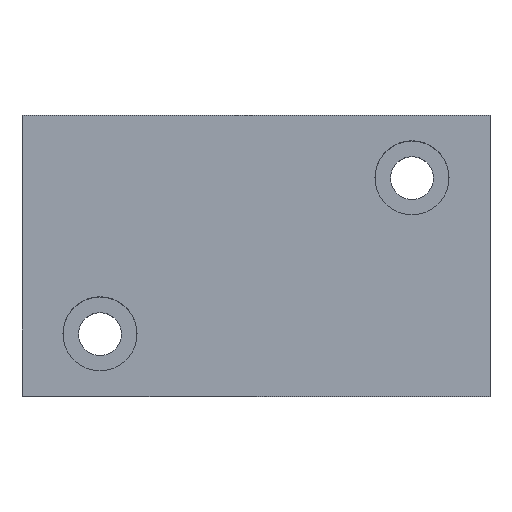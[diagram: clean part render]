
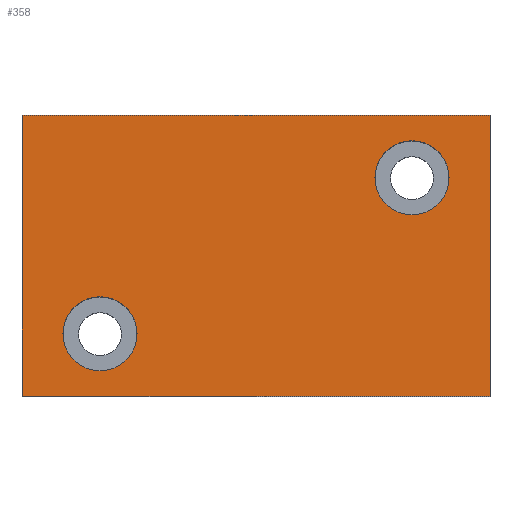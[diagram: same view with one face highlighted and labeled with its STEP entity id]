
A CAD part, top view. The second image highlights one B-rep face of the part: STEP entity #358.
In plain terms, the highlighted planar face has unit normal (0, 0, 1).
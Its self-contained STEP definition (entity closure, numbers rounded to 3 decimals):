
#358 = ADVANCED_FACE( '', ( #761, #762, #763 ), #764, .T. );
#761 = FACE_BOUND( '', #1189, .T. );
#762 = FACE_BOUND( '', #1190, .T. );
#763 = FACE_OUTER_BOUND( '', #1191, .T. );
#764 = PLANE( '', #1192 );
#1189 = EDGE_LOOP( '', ( #2672 ) );
#1190 = EDGE_LOOP( '', ( #2673 ) );
#1191 = EDGE_LOOP( '', ( #2674, #2675, #2676, #2677 ) );
#1192 = AXIS2_PLACEMENT_3D( '', #2678, #2679, #2680 );
#2672 = ORIENTED_EDGE( '', *, *, #3213, .T. );
#2673 = ORIENTED_EDGE( '', *, *, #3214, .T. );
#2674 = ORIENTED_EDGE( '', *, *, #3167, .T. );
#2675 = ORIENTED_EDGE( '', *, *, #3204, .T. );
#2676 = ORIENTED_EDGE( '', *, *, #3202, .T. );
#2677 = ORIENTED_EDGE( '', *, *, #3212, .T. );
#2678 = CARTESIAN_POINT( '', ( -30., -18., 31. ) );
#2679 = DIRECTION( '', ( 0., 0., 1. ) );
#2680 = DIRECTION( '', ( 1., 0., 0. ) );
#3167 = EDGE_CURVE( '', #3919, #3917, #3920, .T. );
#3202 = EDGE_CURVE( '', #3980, #3978, #3981, .T. );
#3204 = EDGE_CURVE( '', #3917, #3980, #3983, .T. );
#3212 = EDGE_CURVE( '', #3978, #3919, #3995, .T. );
#3213 = EDGE_CURVE( '', #3996, #3996, #3997, .T. );
#3214 = EDGE_CURVE( '', #3998, #3998, #3999, .T. );
#3917 = VERTEX_POINT( '', #5011 );
#3919 = VERTEX_POINT( '', #5014 );
#3920 = LINE( '', #5015, #5016 );
#3978 = VERTEX_POINT( '', #5090 );
#3980 = VERTEX_POINT( '', #5093 );
#3981 = LINE( '', #5094, #5095 );
#3983 = LINE( '', #5098, #5099 );
#3995 = LINE( '', #5114, #5115 );
#3996 = VERTEX_POINT( '', #5116 );
#3997 = CIRCLE( '', #5117, 4.75 );
#3998 = VERTEX_POINT( '', #5118 );
#3999 = CIRCLE( '', #5119, 4.75 );
#5011 = CARTESIAN_POINT( '', ( -30., -18., 31. ) );
#5014 = CARTESIAN_POINT( '', ( -30., 18., 31. ) );
#5015 = CARTESIAN_POINT( '', ( -30., 18., 31. ) );
#5016 = VECTOR( '', #5767, 1000. );
#5090 = CARTESIAN_POINT( '', ( 30., 18., 31. ) );
#5093 = CARTESIAN_POINT( '', ( 30., -18., 31. ) );
#5094 = CARTESIAN_POINT( '', ( 30., -18., 31. ) );
#5095 = VECTOR( '', #5836, 1000. );
#5098 = CARTESIAN_POINT( '', ( -30., -18., 31. ) );
#5099 = VECTOR( '', #5838, 1000. );
#5114 = CARTESIAN_POINT( '', ( 30., 18., 31. ) );
#5115 = VECTOR( '', #5854, 1000. );
#5116 = CARTESIAN_POINT( '', ( -20., -14.75, 31. ) );
#5117 = AXIS2_PLACEMENT_3D( '', #5855, #5856, #5857 );
#5118 = CARTESIAN_POINT( '', ( 20., 5.25, 31. ) );
#5119 = AXIS2_PLACEMENT_3D( '', #5858, #5859, #5860 );
#5767 = DIRECTION( '', ( 0., -1., 0. ) );
#5836 = DIRECTION( '', ( 0., 1., 0. ) );
#5838 = DIRECTION( '', ( 1., 0., 0. ) );
#5854 = DIRECTION( '', ( -1., 0., 0. ) );
#5855 = CARTESIAN_POINT( '', ( -20., -10., 31. ) );
#5856 = DIRECTION( '', ( 0., 0., -1. ) );
#5857 = DIRECTION( '', ( 0., -1., 0. ) );
#5858 = CARTESIAN_POINT( '', ( 20., 10., 31. ) );
#5859 = DIRECTION( '', ( 0., 0., -1. ) );
#5860 = DIRECTION( '', ( 0., -1., 0. ) );
